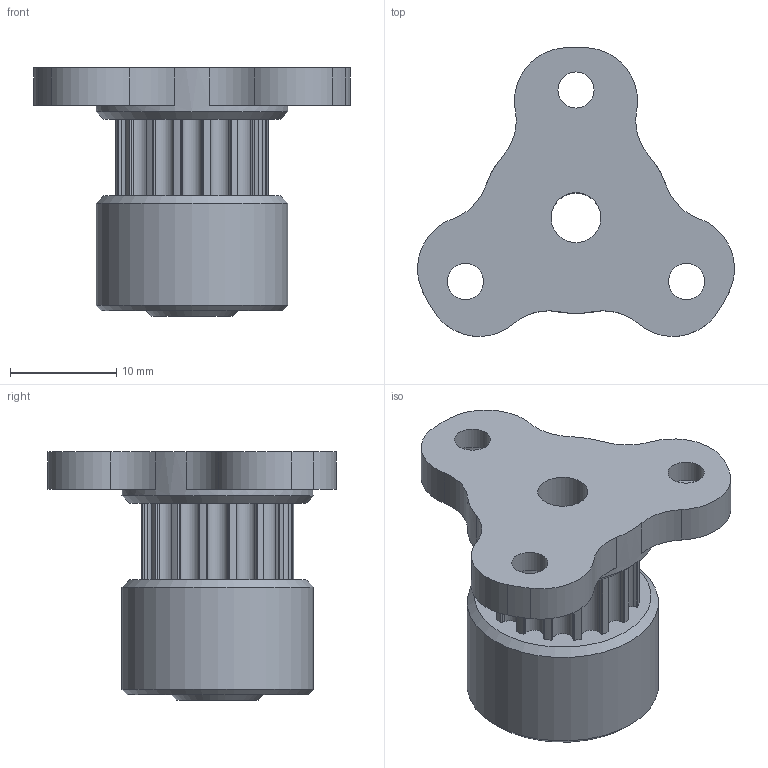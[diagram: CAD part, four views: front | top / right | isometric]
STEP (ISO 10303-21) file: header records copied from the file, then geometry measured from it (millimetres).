
FILE_DESCRIPTION(/* description */ (''),/* implementation_level */ '2;1');
FILE_NAME(/* name */ 'REV 2 Small Pulley LONG Print v1.step',/* time_stamp */ '2019-09-15T12:20:11-07:00',/* author */ (''),/* organization */ (''),/* preprocessor_version */ 'ST-DEVELOPER v18',/* originating_system */ 'Autodesk Translation Framework v8.6.0.1094',/* authorisation */ '');
FILE_SCHEMA (('AUTOMOTIVE_DESIGN { 1 0 10303 214 3 1 1 }'));
Length unit declared in the file: millimetre
Products named in the file (1): REV 2 Small Pulley LONG Print
Bounding box: 29.78 x 27.16 x 23.32 mm (x, y, z)
Volume: 5217.2 mm3; surface area: 2980.8 mm2
Topology: 1 solids, 1 shells, 136 faces, 393 edges, 259 vertices
Faces by surface type: cylinder 117, plane 11, cone 8
Full cylindrical faces by diameter (mm): 3.4 x3, 4.699 x1, 18 x2
Entity records: 4679 total; most frequent: DIRECTION 932, CARTESIAN_POINT 789, ORIENTED_EDGE 786, AXIS2_PLACEMENT_3D 402, EDGE_CURVE 393, CIRCLE 265, VERTEX_POINT 259, EDGE_LOOP 144
